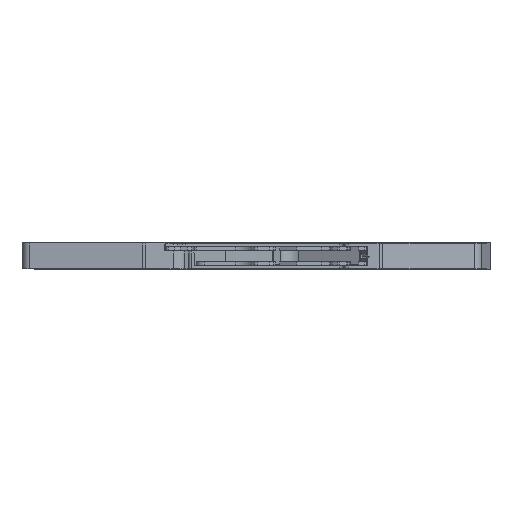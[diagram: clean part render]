
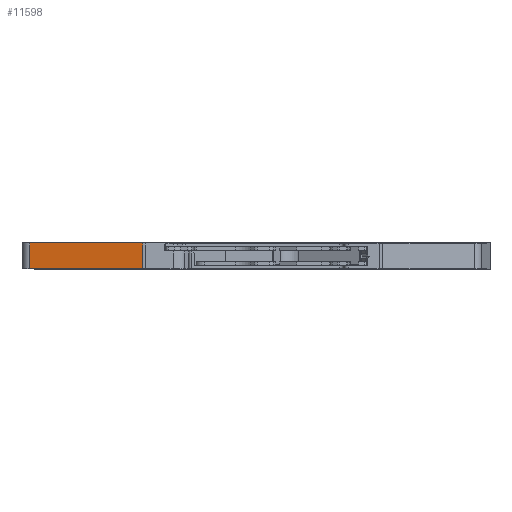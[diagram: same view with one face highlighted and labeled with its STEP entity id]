
A CAD part, front view. The second image highlights one B-rep face of the part: STEP entity #11598.
In plain terms, the highlighted planar face has unit normal (-0.131, -0.991, 0).
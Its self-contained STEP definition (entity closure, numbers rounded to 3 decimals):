
#4828 = EDGE_LOOP ( 'NONE', ( #12533, #12507, #12574, #12561 ) ) ;
#7473 = VERTEX_POINT ( 'NONE', #18220 ) ;
#7594 = VERTEX_POINT ( 'NONE', #18364 ) ;
#7838 = VERTEX_POINT ( 'NONE', #18623 ) ;
#7858 = VERTEX_POINT ( 'NONE', #18632 ) ;
#10646 = EDGE_CURVE ( 'NONE', #7473, #7594, #19891, .T. ) ;
#10971 = EDGE_CURVE ( 'NONE', #7858, #7838, #22024, .T. ) ;
#11375 = EDGE_CURVE ( 'NONE', #7594, #7838, #23218, .T. ) ;
#11398 = EDGE_CURVE ( 'NONE', #7858, #7473, #23286, .T. ) ;
#11598 = ADVANCED_FACE ( 'NONE', ( #24037 ), #24032, .T. ) ;
#12507 = ORIENTED_EDGE ( 'NONE', *, *, #11398, .T. ) ;
#12533 = ORIENTED_EDGE ( 'NONE', *, *, #10971, .F. ) ;
#12561 = ORIENTED_EDGE ( 'NONE', *, *, #11375, .T. ) ;
#12574 = ORIENTED_EDGE ( 'NONE', *, *, #10646, .T. ) ;
#15744 = VECTOR ( 'NONE', #19931, 1000. ) ;
#18220 = CARTESIAN_POINT ( 'NONE',  ( 205.928, 8.864, 0.055 ) ) ;
#18364 = CARTESIAN_POINT ( 'NONE',  ( 231.558, 5.49, 0.055 ) ) ;
#18623 = CARTESIAN_POINT ( 'NONE',  ( 231.558, 5.49, 5.865 ) ) ;
#18632 = CARTESIAN_POINT ( 'NONE',  ( 205.928, 8.864, 5.865 ) ) ;
#19891 = LINE ( 'NONE', #19917, #15744 ) ;
#19917 = CARTESIAN_POINT ( 'NONE',  ( 266.656, 0.869, 0.055 ) ) ;
#19931 = DIRECTION ( 'NONE',  ( 0.991, -0.131, 0. ) ) ;
#20640 = VECTOR ( 'NONE', #22089, 1000. ) ;
#21150 = VECTOR ( 'NONE', #23299, 1000. ) ;
#21167 = VECTOR ( 'NONE', #23266, 1000. ) ;
#21392 = AXIS2_PLACEMENT_3D ( 'NONE', #24053, #24018, #24039 ) ;
#22024 = LINE ( 'NONE', #22030, #20640 ) ;
#22030 = CARTESIAN_POINT ( 'NONE',  ( 265.609, 1.007, 5.865 ) ) ;
#22089 = DIRECTION ( 'NONE',  ( 0.991, -0.131, 0. ) ) ;
#23218 = LINE ( 'NONE', #23261, #21167 ) ;
#23261 = CARTESIAN_POINT ( 'NONE',  ( 231.558, 5.49, -105.54 ) ) ;
#23266 = DIRECTION ( 'NONE',  ( 0., 0., 1. ) ) ;
#23286 = LINE ( 'NONE', #23329, #21150 ) ;
#23299 = DIRECTION ( 'NONE',  ( 0., 0., -1. ) ) ;
#23329 = CARTESIAN_POINT ( 'NONE',  ( 205.928, 8.864, -105.54 ) ) ;
#24018 = DIRECTION ( 'NONE',  ( -0.131, -0.991, 0. ) ) ;
#24032 = PLANE ( 'NONE',  #21392 ) ;
#24037 = FACE_OUTER_BOUND ( 'NONE', #4828, .T. ) ;
#24039 = DIRECTION ( 'NONE',  ( 0.991, -0.131, 0. ) ) ;
#24053 = CARTESIAN_POINT ( 'NONE',  ( 266.656, 0.869, -105.54 ) ) ;
